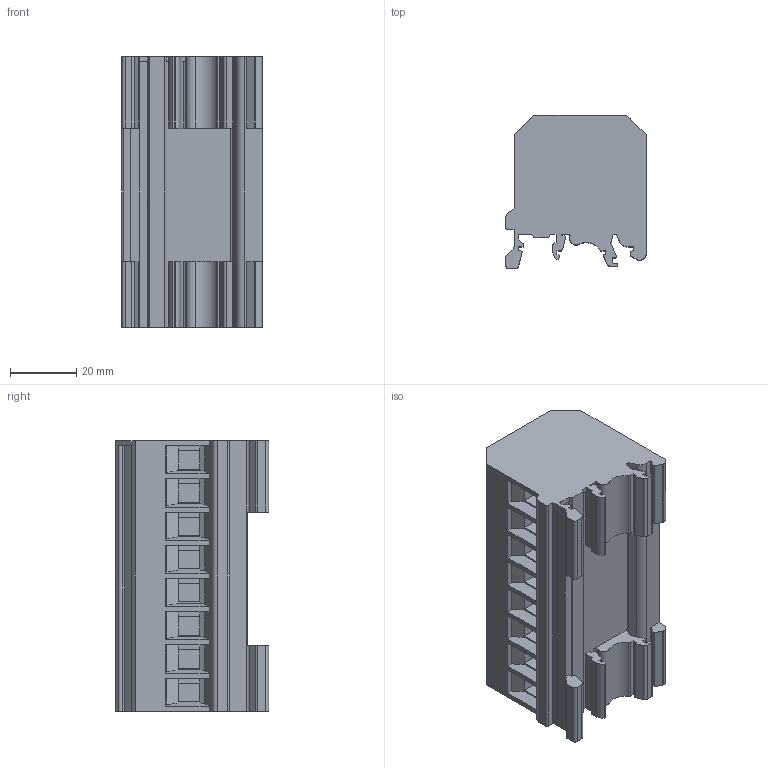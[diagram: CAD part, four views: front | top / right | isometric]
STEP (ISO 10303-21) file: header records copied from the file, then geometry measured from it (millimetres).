
FILE_DESCRIPTION(/* description */ ('Unknown'),/* implementation_level */ '2;1');
FILE_NAME(/* name */ 'DBK8_GY_3D',/* time_stamp */ '2019-09-16T16:35:47+05:00',/* author */ ('Unknown'),/* organization */ ('Unknown'),/* preprocessor_version */ 'ST-DEVELOPER v16.7',/* originating_system */ 'DEX',/* authorisation */ $);
FILE_SCHEMA (('AUTOMOTIVE_DESIGN {1 0 10303 214 3 1 1}'));
Length unit declared in the file: millimetre
Products named in the file (1): DBK8
Bounding box: 42.5 x 46.4 x 81.84 mm (x, y, z)
Volume: 107142.9 mm3; surface area: 27672.5 mm2
Topology: 1 solids, 1 shells, 411 faces, 1091 edges, 706 vertices
Faces by surface type: plane 340, cylinder 71
Full cylindrical faces by diameter (mm): 6.5 x16
Entity records: 12490 total; most frequent: CARTESIAN_POINT 2193, ORIENTED_EDGE 2150, DIRECTION 2046, EDGE_CURVE 1075, LINE 928, VECTOR 928, VERTEX_POINT 706, AXIS2_PLACEMENT_3D 559
